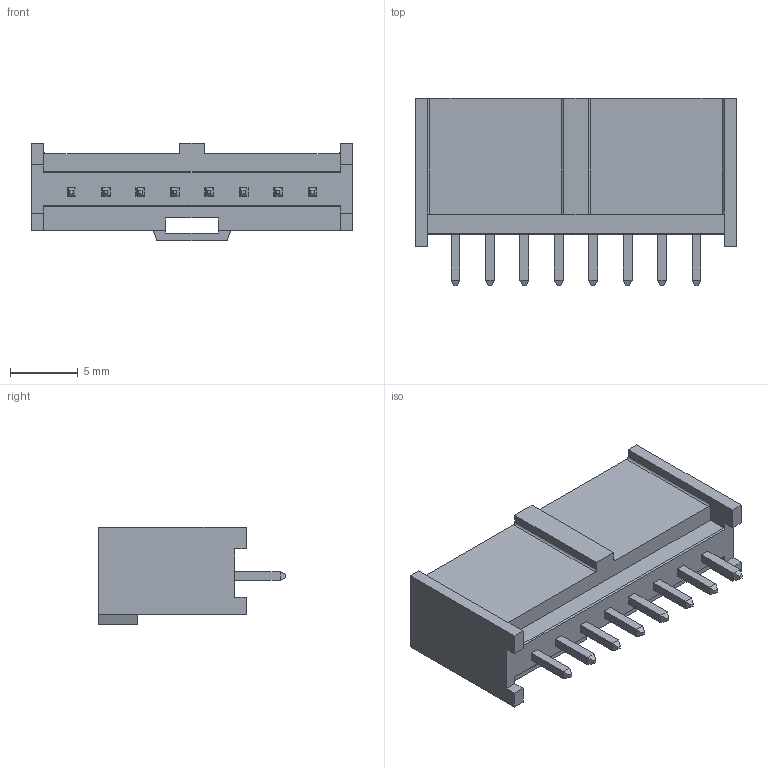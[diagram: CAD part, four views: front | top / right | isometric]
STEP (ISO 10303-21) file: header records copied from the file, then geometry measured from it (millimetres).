
FILE_DESCRIPTION((''),'2;1');
FILE_NAME('901361208','2014-05-15T',('me'),(''),'PRO/ENGINEER BY PARAMETRIC TECHNOLOGY CORPORATION, 2011490','PRO/ENGINEER BY PARAMETRIC TECHNOLOGY CORPORATION, 2011490','');
FILE_SCHEMA(('CONFIG_CONTROL_DESIGN'));
Length unit declared in the file: millimetre
Products named in the file (1): 901361208
Bounding box: 23.67 x 13.8 x 7.21 mm (x, y, z)
Volume: 661 mm3; surface area: 1507.2 mm2
Topology: 1 solids, 1 shells, 203 faces, 504 edges, 318 vertices
Faces by surface type: plane 199, cylinder 4
Entity records: 5861 total; most frequent: CARTESIAN_POINT 1010, ORIENTED_EDGE 976, DIRECTION 936, EDGE_CURVE 488, VECTOR 480, LINE 480, VERTEX_POINT 302, AXIS2_PLACEMENT_3D 228
